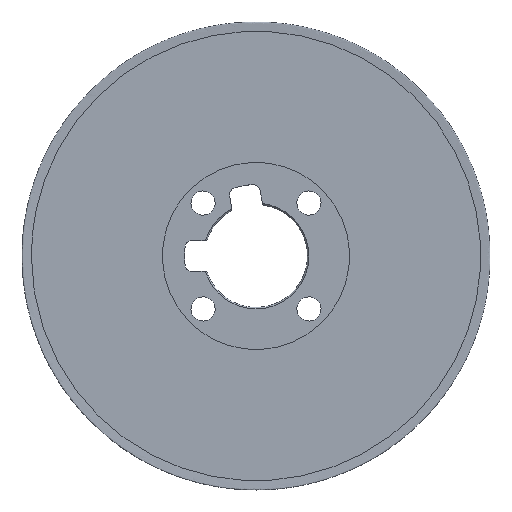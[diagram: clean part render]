
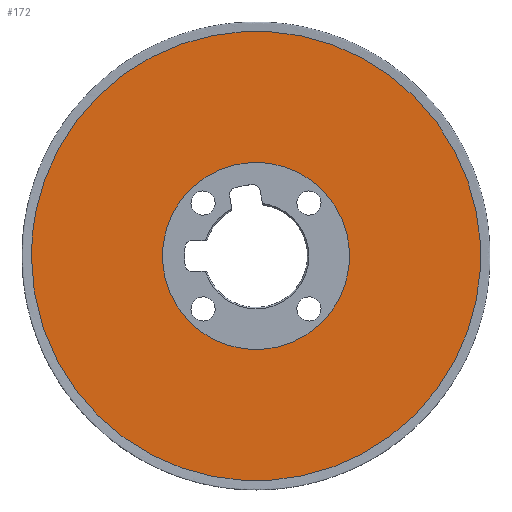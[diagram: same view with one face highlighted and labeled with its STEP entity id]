
A CAD part, top view. The second image highlights one B-rep face of the part: STEP entity #172.
In plain terms, the highlighted planar face has unit normal (0, 0, 1).
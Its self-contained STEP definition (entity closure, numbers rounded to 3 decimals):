
#172=ADVANCED_FACE('TB_SU_7',(#231,#232),#212,.T.);
#212=PLANE('',#947);
#231=FACE_BOUND('',#273,.T.);
#232=FACE_BOUND('',#274,.T.);
#273=EDGE_LOOP('',(#421));
#274=EDGE_LOOP('',(#422));
#421=ORIENTED_EDGE('',*,*,#672,.T.);
#422=ORIENTED_EDGE('',*,*,#671,.T.);
#603=VERTEX_POINT('',#1362);
#604=VERTEX_POINT('',#1365);
#671=EDGE_CURVE('',#603,#603,#755,.T.);
#672=EDGE_CURVE('',#604,#604,#756,.T.);
#755=CIRCLE('',#944,20.);
#756=CIRCLE('',#946,48.875);
#944=AXIS2_PLACEMENT_3D('',#1361,#1113,#1114);
#946=AXIS2_PLACEMENT_3D('',#1364,#1117,#1118);
#947=AXIS2_PLACEMENT_3D('',#1366,#1119,#1120);
#1113=DIRECTION('',(0.,0.,-1.));
#1114=DIRECTION('',(0.292,0.956,0.));
#1117=DIRECTION('',(0.,0.,1.));
#1118=DIRECTION('',(-0.292,-0.956,0.));
#1119=DIRECTION('',(0.,0.,1.));
#1120=DIRECTION('',(-0.292,-0.956,0.));
#1361=CARTESIAN_POINT('',(0.,0.,-0.4));
#1362=CARTESIAN_POINT('',(5.847,19.126,-0.4));
#1364=CARTESIAN_POINT('',(0.,0.,-0.4));
#1365=CARTESIAN_POINT('',(-14.29,-46.739,-0.4));
#1366=CARTESIAN_POINT('',(-49.075,0.,-0.4));
